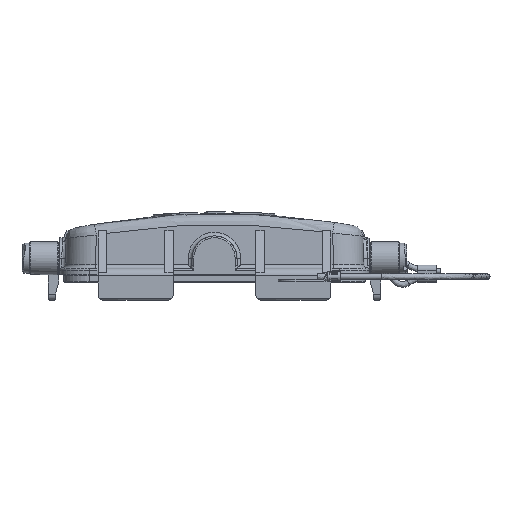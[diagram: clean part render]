
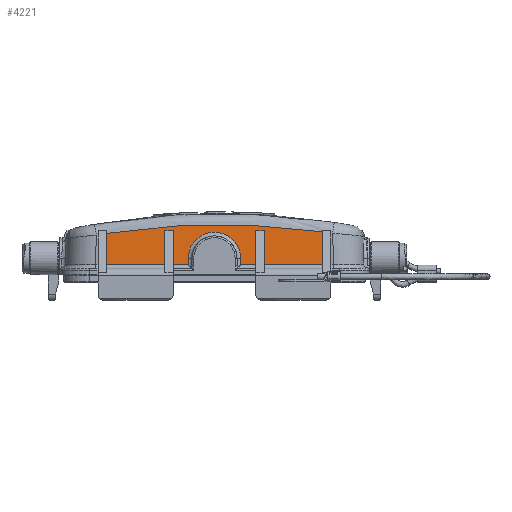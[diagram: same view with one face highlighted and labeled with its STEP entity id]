
A CAD part, left-side view. The second image highlights one B-rep face of the part: STEP entity #4221.
In plain terms, the highlighted planar face has unit normal (-0.999, 0, 0.035).
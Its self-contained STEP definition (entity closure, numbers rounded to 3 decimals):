
#2125=FACE_OUTER_BOUND('',#5318,.T.);
#2814=LINE('',#22765,#3588);
#2815=LINE('',#22769,#3589);
#2816=LINE('',#22773,#3590);
#2819=LINE('',#22789,#3593);
#2824=LINE('',#22822,#3598);
#2834=LINE('',#23100,#3608);
#2835=LINE('',#23102,#3609);
#2836=LINE('',#23104,#3610);
#2837=LINE('',#23105,#3611);
#2838=LINE('',#23106,#3612);
#2839=LINE('',#23108,#3613);
#2840=LINE('',#23110,#3614);
#2841=LINE('',#23112,#3615);
#2842=LINE('',#23114,#3616);
#3588=VECTOR('',#14618,1.);
#3589=VECTOR('',#14623,1.);
#3590=VECTOR('',#14628,1.);
#3593=VECTOR('',#14637,1.);
#3598=VECTOR('',#14648,1.);
#3608=VECTOR('',#14686,1.);
#3609=VECTOR('',#14689,1.);
#3610=VECTOR('',#14690,1.);
#3611=VECTOR('',#14691,1.);
#3612=VECTOR('',#14692,1.);
#3613=VECTOR('',#14693,1.);
#3614=VECTOR('',#14694,1.);
#3615=VECTOR('',#14695,1.);
#3616=VECTOR('',#14696,1.);
#4221=ADVANCED_FACE('',(#2125),#4591,.T.);
#4591=PLANE('',#12570);
#5318=EDGE_LOOP('',(#7509,#7510,#7511,#7512,#7513,#7514,#7515,#7516,#7517,
#7518,#7519,#7520,#7521,#7522,#7523,#7524));
#7509=ORIENTED_EDGE('',*,*,#10490,.T.);
#7510=ORIENTED_EDGE('',*,*,#10491,.T.);
#7511=ORIENTED_EDGE('',*,*,#10489,.T.);
#7512=ORIENTED_EDGE('',*,*,#10464,.T.);
#7513=ORIENTED_EDGE('',*,*,#10469,.T.);
#7514=ORIENTED_EDGE('',*,*,#10492,.T.);
#7515=ORIENTED_EDGE('',*,*,#10456,.T.);
#7516=ORIENTED_EDGE('',*,*,#10493,.T.);
#7517=ORIENTED_EDGE('',*,*,#10494,.T.);
#7518=ORIENTED_EDGE('',*,*,#10495,.T.);
#7519=ORIENTED_EDGE('',*,*,#10496,.T.);
#7520=ORIENTED_EDGE('',*,*,#10497,.T.);
#7521=ORIENTED_EDGE('',*,*,#10498,.T.);
#7522=ORIENTED_EDGE('',*,*,#10450,.T.);
#7523=ORIENTED_EDGE('',*,*,#10448,.T.);
#7524=ORIENTED_EDGE('',*,*,#10446,.T.);
#9135=VERTEX_POINT('',#22764);
#9136=VERTEX_POINT('',#22766);
#9137=VERTEX_POINT('',#22770);
#9138=VERTEX_POINT('',#22774);
#9142=VERTEX_POINT('',#22787);
#9144=VERTEX_POINT('',#22790);
#9150=VERTEX_POINT('',#22821);
#9151=VERTEX_POINT('',#22823);
#9154=VERTEX_POINT('',#22886);
#9165=VERTEX_POINT('',#23099);
#9166=VERTEX_POINT('',#23103);
#9167=VERTEX_POINT('',#23107);
#9168=VERTEX_POINT('',#23109);
#9169=VERTEX_POINT('',#23111);
#9170=VERTEX_POINT('',#23113);
#9171=VERTEX_POINT('',#23115);
#10446=EDGE_CURVE('',#9136,#9135,#2814,.T.);
#10448=EDGE_CURVE('',#9137,#9136,#2815,.T.);
#10450=EDGE_CURVE('',#9138,#9137,#2816,.T.);
#10456=EDGE_CURVE('',#9144,#9142,#2819,.T.);
#10464=EDGE_CURVE('',#9151,#9150,#2824,.T.);
#10469=EDGE_CURVE('',#9150,#9154,#11536,.T.);
#10489=EDGE_CURVE('',#9165,#9151,#2834,.T.);
#10490=EDGE_CURVE('',#9135,#9166,#2835,.T.);
#10491=EDGE_CURVE('',#9166,#9165,#2836,.T.);
#10492=EDGE_CURVE('',#9154,#9144,#2837,.T.);
#10493=EDGE_CURVE('',#9142,#9167,#2838,.T.);
#10494=EDGE_CURVE('',#9167,#9168,#2839,.T.);
#10495=EDGE_CURVE('',#9168,#9169,#2840,.T.);
#10496=EDGE_CURVE('',#9169,#9170,#2841,.T.);
#10497=EDGE_CURVE('',#9170,#9171,#2842,.T.);
#10498=EDGE_CURVE('',#9171,#9138,#11541,.T.);
#11536=B_SPLINE_CURVE_WITH_KNOTS('',3,(#22887,#22888,#22889,#22890,#22891,
#22892,#22893,#22894,#22895,#22896,#22897,#22898,#22899,#22900,#22901,#22902,
#22903,#22904),.UNSPECIFIED.,.F.,.F.,(4,2,2,2,2,2,2,2,4),(0.,0.132,
0.253,0.389,0.492,0.628,
0.762,0.898,1.),.UNSPECIFIED.);
#11541=B_SPLINE_CURVE_WITH_KNOTS('',3,(#23116,#23117,#23118,#23119,#23120),
 .UNSPECIFIED.,.F.,.F.,(4,1,4),(0.,0.5,1.),.UNSPECIFIED.);
#12570=AXIS2_PLACEMENT_3D('',#23121,#14697,#14698);
#14618=DIRECTION('',(0.035,0.,0.999));
#14623=DIRECTION('',(0.,-1.,0.));
#14628=DIRECTION('',(-0.035,0.,-0.999));
#14637=DIRECTION('',(0.,-1.,0.));
#14648=DIRECTION('',(0.035,0.,0.999));
#14686=DIRECTION('',(0.,-1.,0.));
#14689=DIRECTION('',(0.,-1.,0.));
#14690=DIRECTION('',(-0.035,0.,-0.999));
#14691=DIRECTION('',(-0.035,0.,-0.999));
#14692=DIRECTION('',(0.035,0.,0.999));
#14693=DIRECTION('',(0.,-1.,0.));
#14694=DIRECTION('',(-0.035,0.,-0.999));
#14695=DIRECTION('',(0.,-1.,0.));
#14696=DIRECTION('',(0.035,0.,0.999));
#14697=DIRECTION('',(-0.999,0.,0.035));
#14698=DIRECTION('',(-0.035,0.,-0.999));
#22764=CARTESIAN_POINT('',(-44.903,13.2,11.644));
#22765=CARTESIAN_POINT('',(-45.216,13.2,2.665));
#22766=CARTESIAN_POINT('',(-45.216,13.2,2.665));
#22769=CARTESIAN_POINT('',(-45.216,28.8,2.665));
#22770=CARTESIAN_POINT('',(-45.216,28.8,2.665));
#22773=CARTESIAN_POINT('',(-44.927,28.8,10.961));
#22774=CARTESIAN_POINT('',(-44.927,28.8,10.961));
#22787=CARTESIAN_POINT('',(-45.216,-11.,2.665));
#22789=CARTESIAN_POINT('',(-45.216,-7.,2.665));
#22790=CARTESIAN_POINT('',(-45.216,-7.,2.665));
#22821=CARTESIAN_POINT('',(-45.16,7.,4.265));
#22822=CARTESIAN_POINT('',(-45.216,7.,2.665));
#22823=CARTESIAN_POINT('',(-45.216,7.,2.665));
#22886=CARTESIAN_POINT('',(-45.16,-7.,4.265));
#22887=CARTESIAN_POINT('',(-45.16,7.,4.265));
#22888=CARTESIAN_POINT('',(-45.127,7.,5.233));
#22889=CARTESIAN_POINT('',(-45.093,6.796,6.201));
#22890=CARTESIAN_POINT('',(-45.034,6.049,7.897));
#22891=CARTESIAN_POINT('',(-45.008,5.537,8.639));
#22892=CARTESIAN_POINT('',(-44.962,4.195,9.957));
#22893=CARTESIAN_POINT('',(-44.943,3.332,10.501));
#22894=CARTESIAN_POINT('',(-44.922,1.687,11.101));
#22895=CARTESIAN_POINT('',(-44.917,0.936,11.243));
#22896=CARTESIAN_POINT('',(-44.915,-0.815,11.289));
#22897=CARTESIAN_POINT('',(-44.922,-1.819,11.098));
#22898=CARTESIAN_POINT('',(-44.949,-3.644,10.322));
#22899=CARTESIAN_POINT('',(-44.969,-4.47,9.742));
#22900=CARTESIAN_POINT('',(-45.02,-5.814,8.289));
#22901=CARTESIAN_POINT('',(-45.051,-6.331,7.412));
#22902=CARTESIAN_POINT('',(-45.108,-6.879,5.76));
#22903=CARTESIAN_POINT('',(-45.134,-7.,5.012));
#22904=CARTESIAN_POINT('',(-45.16,-7.,4.265));
#23099=CARTESIAN_POINT('',(-45.216,11.,2.665));
#23100=CARTESIAN_POINT('',(-45.216,11.,2.665));
#23102=CARTESIAN_POINT('',(-44.903,13.2,11.644));
#23103=CARTESIAN_POINT('',(-44.903,11.,11.644));
#23104=CARTESIAN_POINT('',(-44.903,11.,11.644));
#23105=CARTESIAN_POINT('',(-45.16,-7.,4.265));
#23106=CARTESIAN_POINT('',(-45.216,-11.,2.665));
#23107=CARTESIAN_POINT('',(-44.903,-11.,11.644));
#23108=CARTESIAN_POINT('',(-44.903,-11.,11.644));
#23109=CARTESIAN_POINT('',(-44.903,-13.2,11.644));
#23110=CARTESIAN_POINT('',(-44.903,-13.2,11.644));
#23111=CARTESIAN_POINT('',(-45.216,-13.2,2.665));
#23112=CARTESIAN_POINT('',(-45.216,-13.2,2.665));
#23113=CARTESIAN_POINT('',(-45.216,-28.8,2.665));
#23114=CARTESIAN_POINT('',(-45.216,-28.8,2.665));
#23115=CARTESIAN_POINT('',(-44.911,-28.8,11.404));
#23116=CARTESIAN_POINT('',(-44.911,-28.8,11.404));
#23117=CARTESIAN_POINT('',(-44.864,-19.255,12.739));
#23118=CARTESIAN_POINT('',(-44.82,0.026,14.008));
#23119=CARTESIAN_POINT('',(-44.875,19.284,12.442));
#23120=CARTESIAN_POINT('',(-44.927,28.8,10.961));
#23121=CARTESIAN_POINT('',(-44.808,38.065,14.369));
